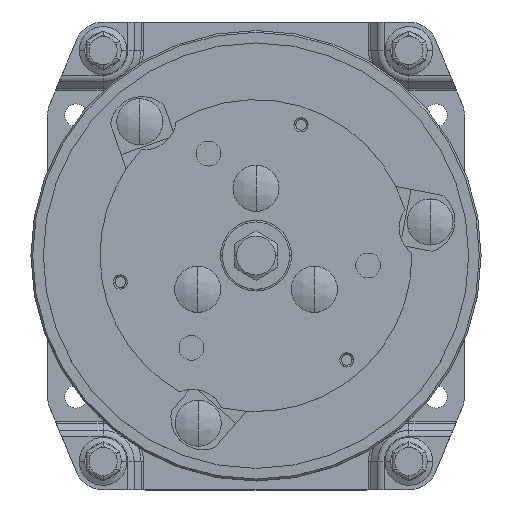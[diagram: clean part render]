
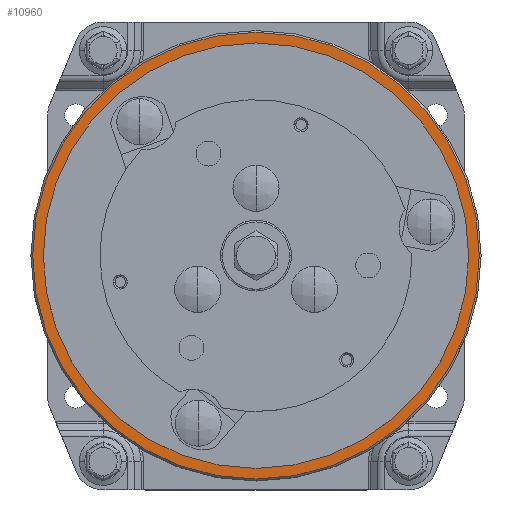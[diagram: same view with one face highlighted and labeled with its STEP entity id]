
A CAD part, top view. The second image highlights one B-rep face of the part: STEP entity #10960.
In plain terms, the highlighted planar face has unit normal (0, 0, 1).
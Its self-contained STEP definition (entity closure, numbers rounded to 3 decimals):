
#1251 = CARTESIAN_POINT ( 'NONE',  ( -60., 0., 51.891 ) ) ;
#1332 = EDGE_CURVE ( 'NONE', #17133, #20155, #6930, .T. ) ;
#2569 = CIRCLE ( 'NONE', #22664, 60. ) ;
#2830 = ORIENTED_EDGE ( 'NONE', *, *, #10930, .T. ) ;
#4227 = DIRECTION ( 'NONE',  ( 0., 0., 1. ) ) ;
#5332 = DIRECTION ( 'NONE',  ( 0., 0., -1. ) ) ;
#6930 = CIRCLE ( 'NONE', #21438, 63. ) ;
#7059 = EDGE_LOOP ( 'NONE', ( #2830, #7907 ) ) ;
#7232 = DIRECTION ( 'NONE',  ( 0., 0., -1. ) ) ;
#7244 = DIRECTION ( 'NONE',  ( 0., 0., -1. ) ) ;
#7548 = CIRCLE ( 'NONE', #8712, 60. ) ;
#7907 = ORIENTED_EDGE ( 'NONE', *, *, #22374, .T. ) ;
#8274 = ORIENTED_EDGE ( 'NONE', *, *, #1332, .T. ) ;
#8390 = CIRCLE ( 'NONE', #14107, 63. ) ;
#8431 = VERTEX_POINT ( 'NONE', #1251 ) ;
#8712 = AXIS2_PLACEMENT_3D ( 'NONE', #15840, #5332, #17616 ) ;
#8908 = VERTEX_POINT ( 'NONE', #14944 ) ;
#10554 = DIRECTION ( 'NONE',  ( 0., 0., 1. ) ) ;
#10930 = EDGE_CURVE ( 'NONE', #8431, #8908, #7548, .T. ) ;
#10960 = ADVANCED_FACE ( 'NONE', ( #20498, #19931 ), #14247, .F. ) ;
#14107 = AXIS2_PLACEMENT_3D ( 'NONE', #21087, #10554, #22848 ) ;
#14247 = PLANE ( 'NONE',  #15764 ) ;
#14814 = ORIENTED_EDGE ( 'NONE', *, *, #21838, .T. ) ;
#14944 = CARTESIAN_POINT ( 'NONE',  ( 60., 0., 51.891 ) ) ;
#15764 = AXIS2_PLACEMENT_3D ( 'NONE', #15993, #7244, #19541 ) ;
#15840 = CARTESIAN_POINT ( 'NONE',  ( 0., 0., 51.891 ) ) ;
#15993 = CARTESIAN_POINT ( 'NONE',  ( 0., 63.5, 51.891 ) ) ;
#16514 = CARTESIAN_POINT ( 'NONE',  ( 0., 0., 51.891 ) ) ;
#17133 = VERTEX_POINT ( 'NONE', #18692 ) ;
#17616 = DIRECTION ( 'NONE',  ( -1., 0., 0. ) ) ;
#17764 = CARTESIAN_POINT ( 'NONE',  ( 0., 0., 51.891 ) ) ;
#18293 = DIRECTION ( 'NONE',  ( -1., 0., 0. ) ) ;
#18351 = EDGE_LOOP ( 'NONE', ( #14814, #8274 ) ) ;
#18692 = CARTESIAN_POINT ( 'NONE',  ( 63., 0., 51.891 ) ) ;
#19531 = DIRECTION ( 'NONE',  ( -1., 0., 0. ) ) ;
#19541 = DIRECTION ( 'NONE',  ( -1., 0., 0. ) ) ;
#19931 = FACE_BOUND ( 'NONE', #7059, .T. ) ;
#20155 = VERTEX_POINT ( 'NONE', #20653 ) ;
#20498 = FACE_OUTER_BOUND ( 'NONE', #18351, .T. ) ;
#20653 = CARTESIAN_POINT ( 'NONE',  ( -63., 0., 51.891 ) ) ;
#21087 = CARTESIAN_POINT ( 'NONE',  ( 0., 0., 51.891 ) ) ;
#21438 = AXIS2_PLACEMENT_3D ( 'NONE', #16514, #4227, #18293 ) ;
#21838 = EDGE_CURVE ( 'NONE', #20155, #17133, #8390, .T. ) ;
#22374 = EDGE_CURVE ( 'NONE', #8908, #8431, #2569, .T. ) ;
#22664 = AXIS2_PLACEMENT_3D ( 'NONE', #17764, #7232, #19531 ) ;
#22848 = DIRECTION ( 'NONE',  ( -1., 0., 0. ) ) ;
